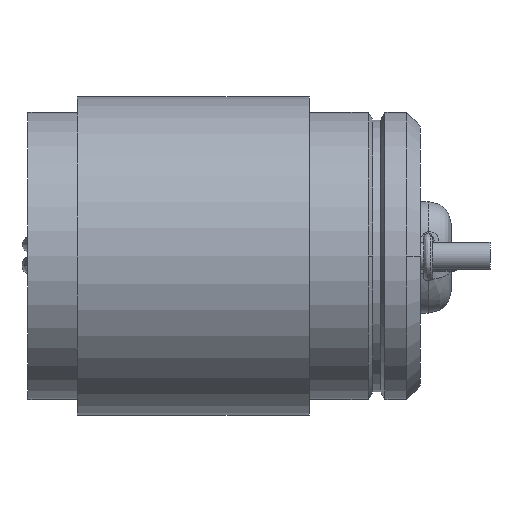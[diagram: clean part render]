
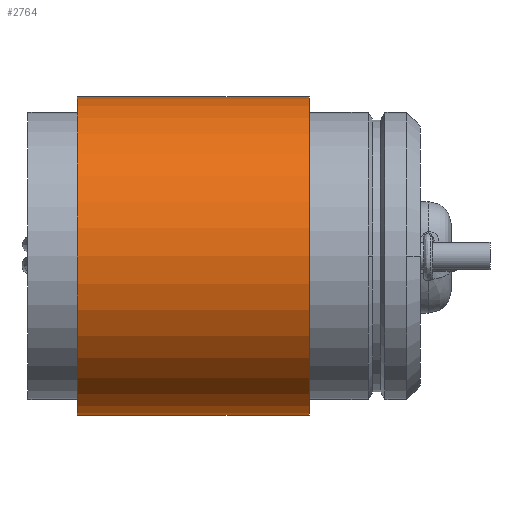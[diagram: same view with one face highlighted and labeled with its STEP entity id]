
A CAD part, left-side view. The second image highlights one B-rep face of the part: STEP entity #2764.
In plain terms, the highlighted cylindrical face has radius 2.616 mm (diameter 5.232 mm), a partial arc.
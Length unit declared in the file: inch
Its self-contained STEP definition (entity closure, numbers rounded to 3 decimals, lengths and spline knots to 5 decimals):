
#162 = DIRECTION ( 'NONE',  ( 0., -1., 0. ) ) ;
#1120 = CARTESIAN_POINT ( 'NONE',  ( 0., 0.22195, 0.103 ) ) ;
#1805 = CARTESIAN_POINT ( 'NONE',  ( 0., 0.07195, -0.103 ) ) ;
#1912 = CARTESIAN_POINT ( 'NONE',  ( 0., 0.22195, -0.103 ) ) ;
#2738 = DIRECTION ( 'NONE',  ( 0., -1., 0. ) ) ;
#2764 = ADVANCED_FACE ( 'NONE', ( #21404 ), #20429, .T. ) ;
#4974 = LINE ( 'NONE', #1912, #14781 ) ;
#5507 = CARTESIAN_POINT ( 'NONE',  ( 0., 0.07195, 0. ) ) ;
#5582 = CARTESIAN_POINT ( 'NONE',  ( 0., 0.22195, 0. ) ) ;
#7318 = DIRECTION ( 'NONE',  ( 0., 0., -1. ) ) ;
#7390 = DIRECTION ( 'NONE',  ( 0., 0., -1. ) ) ;
#8215 = VERTEX_POINT ( 'NONE', #1120 ) ;
#9209 = ORIENTED_EDGE ( 'NONE', *, *, #11345, .T. ) ;
#9507 = CIRCLE ( 'NONE', #21320, 0.103 ) ;
#10191 = EDGE_CURVE ( 'NONE', #16220, #12942, #9507, .T. ) ;
#10263 = EDGE_CURVE ( 'NONE', #18510, #16220, #4974, .T. ) ;
#10301 = EDGE_CURVE ( 'NONE', #8215, #12942, #13720, .T. ) ;
#11345 = EDGE_CURVE ( 'NONE', #8215, #18510, #18393, .T. ) ;
#12681 = DIRECTION ( 'NONE',  ( 0., -1., 0. ) ) ;
#12942 = VERTEX_POINT ( 'NONE', #19570 ) ;
#13720 = LINE ( 'NONE', #19712, #19956 ) ;
#14348 = AXIS2_PLACEMENT_3D ( 'NONE', #15090, #2738, #22069 ) ;
#14781 = VECTOR ( 'NONE', #12681, 39.37008 ) ;
#15090 = CARTESIAN_POINT ( 'NONE',  ( 0., 0.22195, 0. ) ) ;
#16220 = VERTEX_POINT ( 'NONE', #1805 ) ;
#17797 = DIRECTION ( 'NONE',  ( 0., 1., 0. ) ) ;
#17876 = DIRECTION ( 'NONE',  ( 0., -1., 0. ) ) ;
#17951 = ORIENTED_EDGE ( 'NONE', *, *, #10263, .T. ) ;
#18066 = AXIS2_PLACEMENT_3D ( 'NONE', #5582, #17876, #7390 ) ;
#18393 = CIRCLE ( 'NONE', #18066, 0.103 ) ;
#18510 = VERTEX_POINT ( 'NONE', #21734 ) ;
#18635 = ORIENTED_EDGE ( 'NONE', *, *, #10191, .T. ) ;
#19214 = ORIENTED_EDGE ( 'NONE', *, *, #10301, .F. ) ;
#19570 = CARTESIAN_POINT ( 'NONE',  ( 0., 0.07195, 0.103 ) ) ;
#19712 = CARTESIAN_POINT ( 'NONE',  ( 0., 0.22195, 0.103 ) ) ;
#19956 = VECTOR ( 'NONE', #162, 39.37008 ) ;
#20429 = CYLINDRICAL_SURFACE ( 'NONE', #14348, 0.103 ) ;
#21039 = EDGE_LOOP ( 'NONE', ( #19214, #9209, #17951, #18635 ) ) ;
#21320 = AXIS2_PLACEMENT_3D ( 'NONE', #5507, #17797, #7318 ) ;
#21404 = FACE_OUTER_BOUND ( 'NONE', #21039, .T. ) ;
#21734 = CARTESIAN_POINT ( 'NONE',  ( 0., 0.22195, -0.103 ) ) ;
#22069 = DIRECTION ( 'NONE',  ( 0., 0., -1. ) ) ;
